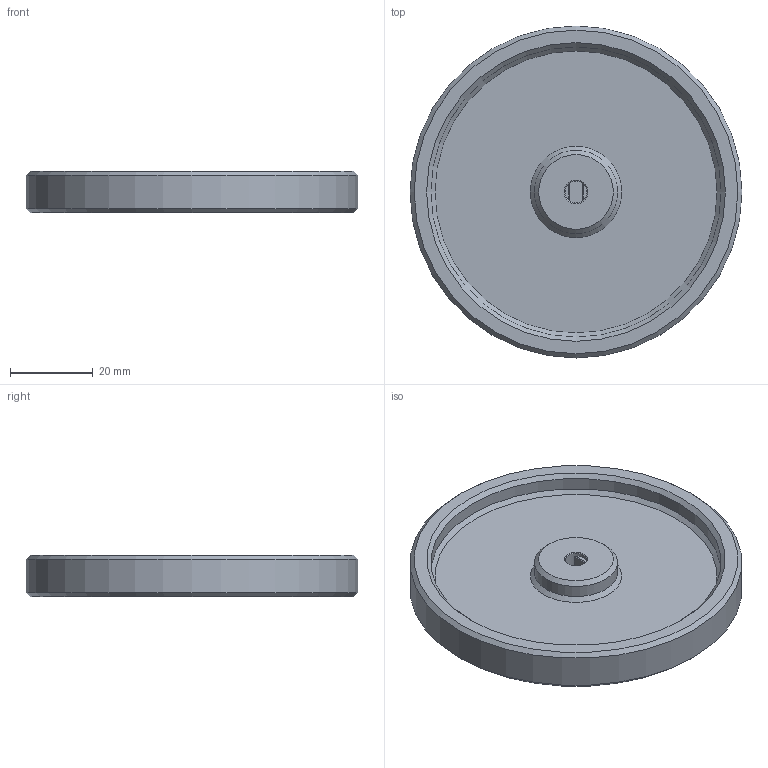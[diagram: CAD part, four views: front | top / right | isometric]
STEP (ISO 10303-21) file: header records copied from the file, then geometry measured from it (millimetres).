
FILE_DESCRIPTION(/* description */ (''),/* implementation_level */ '2;1');
FILE_NAME(/* name */ 'Laser_Teller.step',/* time_stamp */ '2021-05-31T19:52:43+02:00',/* author */ (''),/* organization */ (''),/* preprocessor_version */ 'ST-DEVELOPER v18.1',/* originating_system */ 'Autodesk Translation Framework v10.9.0.1377',/* authorisation */ '');
FILE_SCHEMA (('AUTOMOTIVE_DESIGN { 1 0 10303 214 3 1 1 }'));
Length unit declared in the file: millimetre
Products named in the file (1): Lasersky Teller
Bounding box: 80 x 80 x 10 mm (x, y, z)
Volume: 32227 mm3; surface area: 13457.5 mm2
Topology: 1 solids, 1 shells, 22 faces, 50 edges, 33 vertices
Faces by surface type: plane 11, cone 7, cylinder 4
Full cylindrical faces by diameter (mm): 5.3 x1, 20 x1, 70 x1, 80 x1
Entity records: 668 total; most frequent: DIRECTION 125, CARTESIAN_POINT 106, ORIENTED_EDGE 100, AXIS2_PLACEMENT_3D 52, EDGE_CURVE 50, VERTEX_POINT 33, EDGE_LOOP 25, CIRCLE 25
